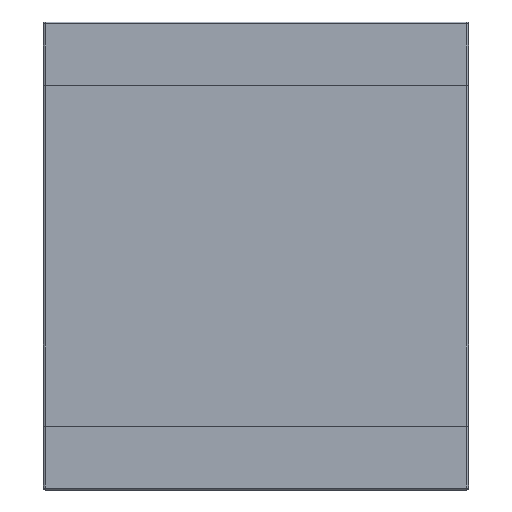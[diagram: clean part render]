
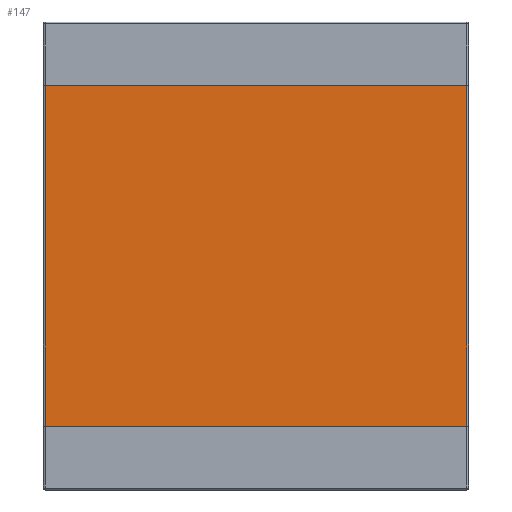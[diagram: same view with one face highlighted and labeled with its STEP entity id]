
A CAD part, top view. The second image highlights one B-rep face of the part: STEP entity #147.
In plain terms, the highlighted planar face has unit normal (0, 0, 1).
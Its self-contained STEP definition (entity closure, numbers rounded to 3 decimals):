
#147 = ADVANCED_FACE( '', ( #264 ), #265, .T. );
#264 = FACE_OUTER_BOUND( '', #362, .T. );
#265 = PLANE( '', #363 );
#362 = EDGE_LOOP( '', ( #564, #565, #566, #567 ) );
#363 = AXIS2_PLACEMENT_3D( '', #568, #569, #570 );
#564 = ORIENTED_EDGE( '', *, *, #617, .T. );
#565 = ORIENTED_EDGE( '', *, *, #639, .T. );
#566 = ORIENTED_EDGE( '', *, *, #694, .T. );
#567 = ORIENTED_EDGE( '', *, *, #635, .T. );
#568 = CARTESIAN_POINT( '', ( -2.54, -2.035, 0.985 ) );
#569 = DIRECTION( '', ( 0., 0., 1. ) );
#570 = DIRECTION( '', ( 1., 0., 0. ) );
#617 = EDGE_CURVE( '', #708, #706, #709, .T. );
#635 = EDGE_CURVE( '', #734, #708, #736, .T. );
#639 = EDGE_CURVE( '', #706, #740, #742, .T. );
#694 = EDGE_CURVE( '', #740, #734, #818, .T. );
#706 = VERTEX_POINT( '', #831 );
#708 = VERTEX_POINT( '', #833 );
#709 = LINE( '', #834, #835 );
#734 = VERTEX_POINT( '', #868 );
#736 = LINE( '', #870, #871 );
#740 = VERTEX_POINT( '', #876 );
#742 = LINE( '', #878, #879 );
#818 = LINE( '', #976, #977 );
#831 = CARTESIAN_POINT( '', ( -2.52, 2.035, 0.985 ) );
#833 = CARTESIAN_POINT( '', ( 2.52, 2.035, 0.985 ) );
#834 = CARTESIAN_POINT( '', ( 2.54, 2.035, 0.985 ) );
#835 = VECTOR( '', #990, 1000. );
#868 = CARTESIAN_POINT( '', ( 2.52, -2.035, 0.985 ) );
#870 = CARTESIAN_POINT( '', ( 2.52, 2.035, 0.985 ) );
#871 = VECTOR( '', #1014, 1000. );
#876 = CARTESIAN_POINT( '', ( -2.52, -2.035, 0.985 ) );
#878 = CARTESIAN_POINT( '', ( -2.52, -2.035, 0.985 ) );
#879 = VECTOR( '', #1019, 1000. );
#976 = CARTESIAN_POINT( '', ( -2.54, -2.035, 0.985 ) );
#977 = VECTOR( '', #1089, 1000. );
#990 = DIRECTION( '', ( -1., 0., 0. ) );
#1014 = DIRECTION( '', ( 0., 1., 0. ) );
#1019 = DIRECTION( '', ( 0., -1., 0. ) );
#1089 = DIRECTION( '', ( 1., 0., 0. ) );
